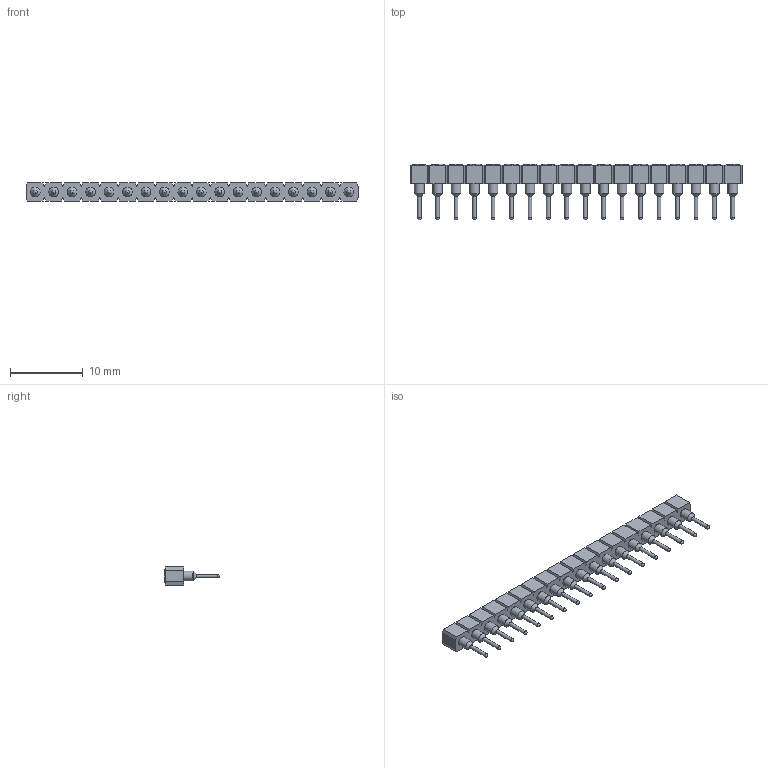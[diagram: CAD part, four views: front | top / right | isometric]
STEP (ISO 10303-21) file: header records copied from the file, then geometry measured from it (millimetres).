
FILE_DESCRIPTION( ( 'STEP AP203' ), '1' );
FILE_NAME( 'SS-118-G-2.stp', '2019-06-04T20:22:00', ( '' ), ( '' ), ' ', 'PARTsolutions', ' ' );
FILE_SCHEMA( ( 'CONFIG_CONTROL_DESIGN' ) );
Length unit declared in the file: inch
Products named in the file (3): SS-118-G-2; _SS-118_socket; _SC-1P1_pins
Assembly tree (19 placements, depth 2):
  SS-118-G-2
    _SS-118_socket
    _SC-1P1_pins  x18
Bounding box: 45.72 x 7.62 x 2.54 mm (x, y, z)
Volume: 282.8 mm3; surface area: 1440.2 mm2
Topology: 19 solids, 19 shells, 454 faces, 978 edges, 634 vertices
Faces by surface type: plane 220, cylinder 144, cone 72, sphere 18
Full cylindrical faces by diameter (mm): 0.508 x18, 0.914 x18, 1.016 x18, 1.321 x54, 1.829 x36
Entity records: 5548 total; most frequent: CARTESIAN_POINT 928, DIRECTION 908, ORIENTED_EDGE 834, EDGE_CURVE 417, LINE 330, VECTOR 330, VERTEX_POINT 309, AXIS2_PLACEMENT_3D 289
